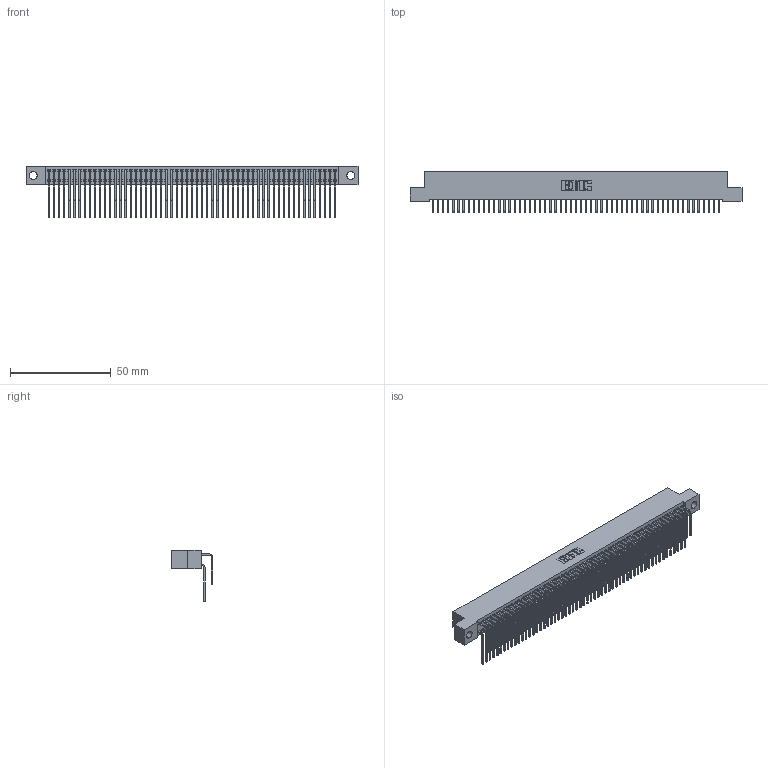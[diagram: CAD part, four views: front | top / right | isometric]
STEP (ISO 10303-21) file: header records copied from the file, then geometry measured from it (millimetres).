
FILE_DESCRIPTION (( 'STEP AP203' ), '1' );
FILE_NAME ('392-114-559-204.STEP', '2019-10-10T01:23:24', ( '' ), ( '' ), 'SwSTEP 2.0', 'SolidWorks 2016', '' );
FILE_SCHEMA (( 'CONFIG_CONTROL_DESIGN' ));
Length unit declared in the file: inch
Products named in the file (4): 342 Part_.156 TH; 345-292-001_558 559 Tail - 1; 345-292-001_559 Tail - 2; 392-114-559-204
Assembly tree (115 placements, depth 2):
  392-114-559-204
    342 Part_.156 TH
    345-292-001_558 559 Tail - 1  x57
    345-292-001_559 Tail - 2  x57
Bounding box: 165.1 x 20.64 x 25.78 mm (x, y, z)
Volume: 15475.8 mm3; surface area: 28359.5 mm2
Topology: 115 solids, 115 shells, 6266 faces, 18653 edges, 12282 vertices
Faces by surface type: plane 4398, cylinder 1868
Entity records: 36385 total; most frequent: CARTESIAN_POINT 6061, ORIENTED_EDGE 5946, DIRECTION 5133, EDGE_CURVE 2973, VECTOR 2805, LINE 2805, VERTEX_POINT 1978, AXIS2_PLACEMENT_3D 1164
